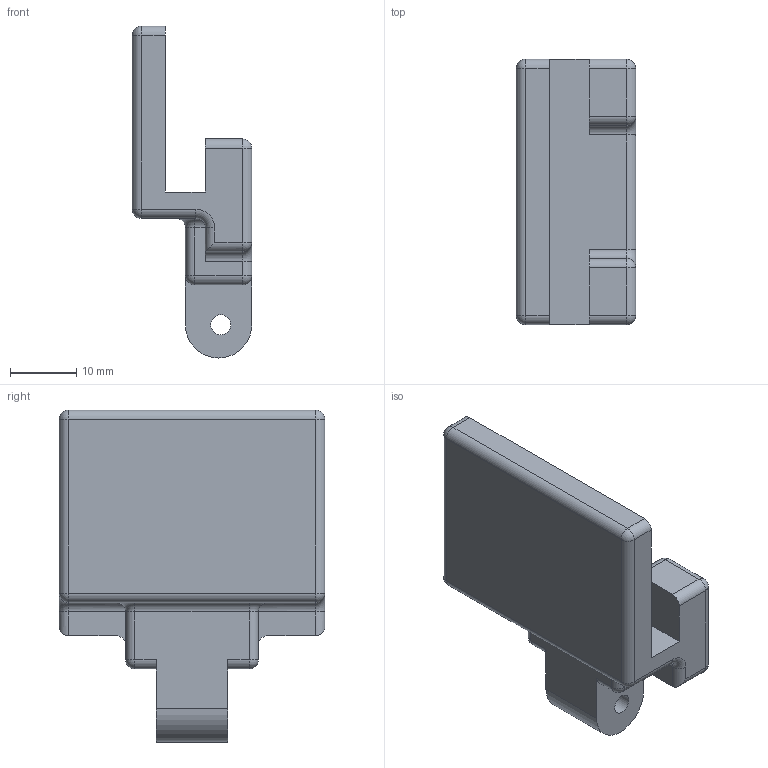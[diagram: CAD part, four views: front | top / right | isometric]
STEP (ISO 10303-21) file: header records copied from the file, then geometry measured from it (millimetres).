
FILE_DESCRIPTION(('FreeCAD Model'),'2;1');
FILE_NAME( 'Soporte 6mm.step', '2020-12-06T18:38:21',('Author'),(''), 'Open CASCADE STEP processor 7.3','FreeCAD','Unknown');
FILE_SCHEMA(('AUTOMOTIVE_DESIGN { 1 0 10303 214 1 1 1 1 }'));
Length unit declared in the file: millimetre
Products named in the file (1): Soporte_6mm
Bounding box: 18 x 40 x 50 mm (x, y, z)
Volume: 12565.1 mm3; surface area: 5694.2 mm2
Topology: 1 solids, 1 shells, 93 faces, 235 edges, 130 vertices
Faces by surface type: cylinder 46, plane 25, sphere 14, torus 8
Full cylindrical faces by diameter (mm): 3 x1
Entity records: 5555 total; most frequent: CARTESIAN_POINT 1125, DIRECTION 837, ORIENTED_EDGE 442, PCURVE 442, DEFINITIONAL_REPRESENTATION 442, LINE 439, VECTOR 439, EDGE_CURVE 221
